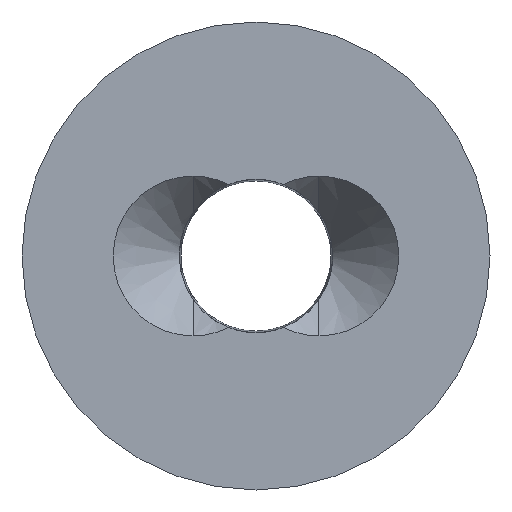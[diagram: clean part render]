
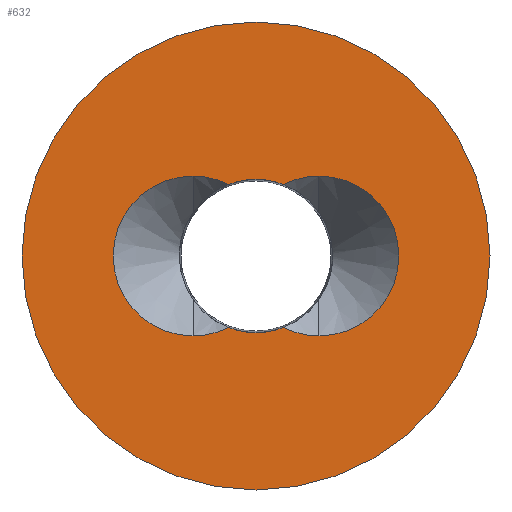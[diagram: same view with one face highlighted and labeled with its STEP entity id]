
A CAD part, left-side view. The second image highlights one B-rep face of the part: STEP entity #632.
In plain terms, the highlighted planar face has unit normal (-1, 0, 0).
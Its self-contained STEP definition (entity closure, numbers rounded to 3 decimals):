
#2 = ORIENTED_EDGE ( 'NONE', *, *, #646, .F. ) ;
#11 = AXIS2_PLACEMENT_3D ( 'NONE', #686, #410, #468 ) ;
#16 = CARTESIAN_POINT ( 'NONE',  ( -131.3, 145., 0. ) ) ;
#25 = VERTEX_POINT ( 'NONE', #877 ) ;
#29 = ORIENTED_EDGE ( 'NONE', *, *, #734, .T. ) ;
#35 = DIRECTION ( 'NONE',  ( 0., 0., -1. ) ) ;
#42 = VERTEX_POINT ( 'NONE', #80 ) ;
#44 = CARTESIAN_POINT ( 'NONE',  ( -131.3, 39., 0. ) ) ;
#51 = CIRCLE ( 'NONE', #111, 49.5 ) ;
#55 = CARTESIAN_POINT ( 'NONE',  ( -131.3, 0., 0. ) ) ;
#65 = AXIS2_PLACEMENT_3D ( 'NONE', #742, #158, #309 ) ;
#75 = VERTEX_POINT ( 'NONE', #754 ) ;
#80 = CARTESIAN_POINT ( 'NONE',  ( -131.3, 0., -145. ) ) ;
#81 = DIRECTION ( 'NONE',  ( -1., 0., 0. ) ) ;
#84 = DIRECTION ( 'NONE',  ( 0., 0., -1. ) ) ;
#88 = FACE_BOUND ( 'NONE', #691, .T. ) ;
#98 = CIRCLE ( 'NONE', #65, 49.5 ) ;
#109 = ORIENTED_EDGE ( 'NONE', *, *, #388, .F. ) ;
#111 = AXIS2_PLACEMENT_3D ( 'NONE', #44, #913, #558 ) ;
#120 = ORIENTED_EDGE ( 'NONE', *, *, #798, .T. ) ;
#127 = DIRECTION ( 'NONE',  ( -1., 0., 0. ) ) ;
#130 = VERTEX_POINT ( 'NONE', #391 ) ;
#158 = DIRECTION ( 'NONE',  ( -1., 0., 0. ) ) ;
#160 = CIRCLE ( 'NONE', #695, 145. ) ;
#162 = AXIS2_PLACEMENT_3D ( 'NONE', #172, #238, #819 ) ;
#165 = DIRECTION ( 'NONE',  ( 0., 0., 1. ) ) ;
#172 = CARTESIAN_POINT ( 'NONE',  ( -131.3, 0., 0. ) ) ;
#174 = AXIS2_PLACEMENT_3D ( 'NONE', #876, #573, #439 ) ;
#177 = DIRECTION ( 'NONE',  ( 1., 0., 0. ) ) ;
#189 = CARTESIAN_POINT ( 'NONE',  ( -131.3, -39., 0. ) ) ;
#198 = VERTEX_POINT ( 'NONE', #818 ) ;
#214 = ORIENTED_EDGE ( 'NONE', *, *, #922, .F. ) ;
#238 = DIRECTION ( 'NONE',  ( 1., 0., 0. ) ) ;
#240 = VERTEX_POINT ( 'NONE', #474 ) ;
#258 = VERTEX_POINT ( 'NONE', #480 ) ;
#277 = AXIS2_PLACEMENT_3D ( 'NONE', #16, #81, #590 ) ;
#296 = CIRCLE ( 'NONE', #758, 49.5 ) ;
#297 = CARTESIAN_POINT ( 'NONE',  ( -131.3, 0., 0. ) ) ;
#305 = DIRECTION ( 'NONE',  ( -1., 0., 0. ) ) ;
#309 = DIRECTION ( 'NONE',  ( 0., 0., 1. ) ) ;
#314 = EDGE_CURVE ( 'NONE', #522, #130, #51, .T. ) ;
#315 = CARTESIAN_POINT ( 'NONE',  ( -131.3, 0., 0. ) ) ;
#342 = DIRECTION ( 'NONE',  ( 0., 0., 1. ) ) ;
#378 = CIRCLE ( 'NONE', #873, 47.5 ) ;
#383 = EDGE_CURVE ( 'NONE', #258, #198, #588, .T. ) ;
#388 = EDGE_CURVE ( 'NONE', #42, #75, #160, .T. ) ;
#391 = CARTESIAN_POINT ( 'NONE',  ( -131.3, 17.013, -44.349 ) ) ;
#392 = CARTESIAN_POINT ( 'NONE',  ( -131.3, -17.013, 44.349 ) ) ;
#410 = DIRECTION ( 'NONE',  ( 1., 0., 0. ) ) ;
#419 = VERTEX_POINT ( 'NONE', #498 ) ;
#425 = DIRECTION ( 'NONE',  ( 0., 0., 1. ) ) ;
#439 = DIRECTION ( 'NONE',  ( 0., 0., -1. ) ) ;
#445 = CARTESIAN_POINT ( 'NONE',  ( -131.3, 39., 0. ) ) ;
#447 = DIRECTION ( 'NONE',  ( 1., 0., 0. ) ) ;
#451 = CIRCLE ( 'NONE', #162, 47.5 ) ;
#468 = DIRECTION ( 'NONE',  ( 0., 0., -1. ) ) ;
#473 = ORIENTED_EDGE ( 'NONE', *, *, #721, .F. ) ;
#474 = CARTESIAN_POINT ( 'NONE',  ( -131.3, 39., 49.5 ) ) ;
#480 = CARTESIAN_POINT ( 'NONE',  ( -131.3, -17.013, -44.349 ) ) ;
#491 = ORIENTED_EDGE ( 'NONE', *, *, #383, .T. ) ;
#494 = DIRECTION ( 'NONE',  ( 1., 0., 0. ) ) ;
#498 = CARTESIAN_POINT ( 'NONE',  ( -131.3, 0., 47.5 ) ) ;
#522 = VERTEX_POINT ( 'NONE', #925 ) ;
#528 = CIRCLE ( 'NONE', #11, 145. ) ;
#546 = AXIS2_PLACEMENT_3D ( 'NONE', #315, #177, #35 ) ;
#556 = EDGE_CURVE ( 'NONE', #240, #522, #683, .T. ) ;
#558 = DIRECTION ( 'NONE',  ( 0., 0., 1. ) ) ;
#559 = DIRECTION ( 'NONE',  ( -1., 0., 0. ) ) ;
#561 = CARTESIAN_POINT ( 'NONE',  ( -131.3, 39., 0. ) ) ;
#571 = CIRCLE ( 'NONE', #546, 47.5 ) ;
#573 = DIRECTION ( 'NONE',  ( 1., 0., 0. ) ) ;
#575 = EDGE_CURVE ( 'NONE', #687, #240, #743, .T. ) ;
#588 = CIRCLE ( 'NONE', #174, 47.5 ) ;
#590 = DIRECTION ( 'NONE',  ( 0., 0., 1. ) ) ;
#600 = ORIENTED_EDGE ( 'NONE', *, *, #629, .F. ) ;
#603 = PLANE ( 'NONE',  #277 ) ;
#621 = CARTESIAN_POINT ( 'NONE',  ( -131.3, 17.013, 44.349 ) ) ;
#629 = EDGE_CURVE ( 'NONE', #258, #25, #98, .T. ) ;
#632 = ADVANCED_FACE ( 'NONE', ( #88, #728 ), #603, .T. ) ;
#644 = ORIENTED_EDGE ( 'NONE', *, *, #850, .T. ) ;
#646 = EDGE_CURVE ( 'NONE', #785, #777, #296, .T. ) ;
#657 = CARTESIAN_POINT ( 'NONE',  ( -131.3, -39., 0. ) ) ;
#669 = ORIENTED_EDGE ( 'NONE', *, *, #556, .F. ) ;
#677 = ORIENTED_EDGE ( 'NONE', *, *, #314, .F. ) ;
#683 = CIRCLE ( 'NONE', #930, 49.5 ) ;
#686 = CARTESIAN_POINT ( 'NONE',  ( -131.3, 0., 0. ) ) ;
#687 = VERTEX_POINT ( 'NONE', #621 ) ;
#691 = EDGE_LOOP ( 'NONE', ( #600, #491, #644, #677, #669, #773, #29, #120, #2, #214 ) ) ;
#695 = AXIS2_PLACEMENT_3D ( 'NONE', #297, #447, #84 ) ;
#721 = EDGE_CURVE ( 'NONE', #75, #42, #528, .T. ) ;
#728 = FACE_OUTER_BOUND ( 'NONE', #757, .T. ) ;
#734 = EDGE_CURVE ( 'NONE', #687, #419, #571, .T. ) ;
#742 = CARTESIAN_POINT ( 'NONE',  ( -131.3, -39., 0. ) ) ;
#743 = CIRCLE ( 'NONE', #796, 49.5 ) ;
#744 = AXIS2_PLACEMENT_3D ( 'NONE', #189, #559, #342 ) ;
#754 = CARTESIAN_POINT ( 'NONE',  ( -131.3, 0., 145. ) ) ;
#757 = EDGE_LOOP ( 'NONE', ( #109, #473 ) ) ;
#758 = AXIS2_PLACEMENT_3D ( 'NONE', #657, #305, #875 ) ;
#773 = ORIENTED_EDGE ( 'NONE', *, *, #575, .F. ) ;
#777 = VERTEX_POINT ( 'NONE', #392 ) ;
#785 = VERTEX_POINT ( 'NONE', #906 ) ;
#796 = AXIS2_PLACEMENT_3D ( 'NONE', #445, #814, #165 ) ;
#798 = EDGE_CURVE ( 'NONE', #419, #777, #451, .T. ) ;
#814 = DIRECTION ( 'NONE',  ( -1., 0., 0. ) ) ;
#818 = CARTESIAN_POINT ( 'NONE',  ( -131.3, 0., -47.5 ) ) ;
#819 = DIRECTION ( 'NONE',  ( 0., 0., -1. ) ) ;
#850 = EDGE_CURVE ( 'NONE', #198, #130, #378, .T. ) ;
#873 = AXIS2_PLACEMENT_3D ( 'NONE', #55, #494, #910 ) ;
#875 = DIRECTION ( 'NONE',  ( 0., 0., 1. ) ) ;
#876 = CARTESIAN_POINT ( 'NONE',  ( -131.3, 0., 0. ) ) ;
#877 = CARTESIAN_POINT ( 'NONE',  ( -131.3, -39., -49.5 ) ) ;
#904 = CIRCLE ( 'NONE', #744, 49.5 ) ;
#906 = CARTESIAN_POINT ( 'NONE',  ( -131.3, -39., 49.5 ) ) ;
#910 = DIRECTION ( 'NONE',  ( 0., 0., -1. ) ) ;
#913 = DIRECTION ( 'NONE',  ( -1., 0., 0. ) ) ;
#922 = EDGE_CURVE ( 'NONE', #25, #785, #904, .T. ) ;
#925 = CARTESIAN_POINT ( 'NONE',  ( -131.3, 39., -49.5 ) ) ;
#930 = AXIS2_PLACEMENT_3D ( 'NONE', #561, #127, #425 ) ;
